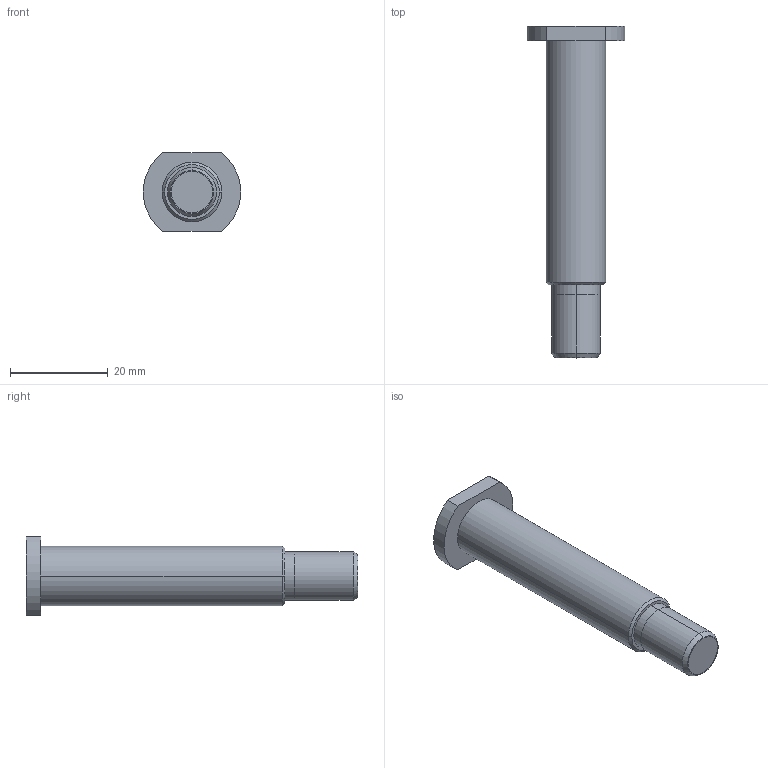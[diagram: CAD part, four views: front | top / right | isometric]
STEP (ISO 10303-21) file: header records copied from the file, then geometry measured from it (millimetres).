
FILE_DESCRIPTION((''),'2;1');
FILE_NAME('JGA00225_AXE_D12-2_L66','2021-08-05T',('Jocelyn'),(''),'PRO/ENGINEER BY PARAMETRIC TECHNOLOGY CORPORATION, 2017170','PRO/ENGINEER BY PARAMETRIC TECHNOLOGY CORPORATION, 2017170','');
FILE_SCHEMA(('CONFIG_CONTROL_DESIGN'));
Length unit declared in the file: millimetre
Products named in the file (1): JGA00225_AXE_D12-2_L66
Bounding box: 19.93 x 68 x 16 mm (x, y, z)
Volume: 7854 mm3; surface area: 3476.9 mm2
Topology: 1 solids, 2 shells, 19 faces, 40 edges, 26 vertices
Faces by surface type: cylinder 8, plane 7, cone 4
Entity records: 564 total; most frequent: DIRECTION 102, CARTESIAN_POINT 86, ORIENTED_EDGE 76, AXIS2_PLACEMENT_3D 42, EDGE_CURVE 40, VERTEX_POINT 26, EDGE_LOOP 22, CIRCLE 22
